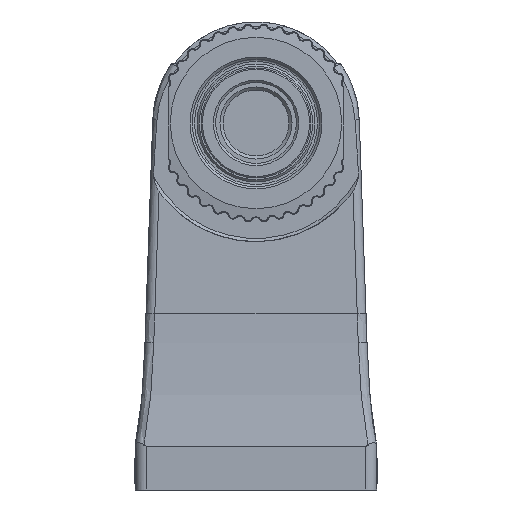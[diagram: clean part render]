
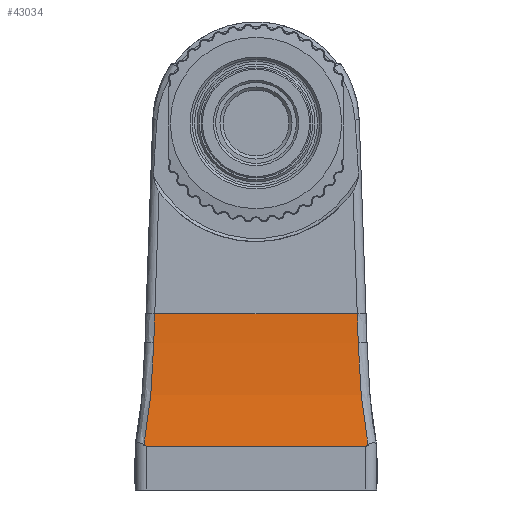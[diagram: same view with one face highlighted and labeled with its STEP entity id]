
A CAD part, front view. The second image highlights one B-rep face of the part: STEP entity #43034.
In plain terms, the highlighted free-form (B-spline) face has degree [1, 2] with [2, 3] control points.
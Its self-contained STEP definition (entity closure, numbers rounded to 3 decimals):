
#15=(
BOUNDED_SURFACE()
B_SPLINE_SURFACE(1,2,((#70874,#70875,#70876),(#70877,#70878,#70879)),
 .UNSPECIFIED.,.F.,.F.,.F.)
B_SPLINE_SURFACE_WITH_KNOTS((2,2),(3,3),(-0.581,0.581),
(-1.401,-0.544),.UNSPECIFIED.)
GEOMETRIC_REPRESENTATION_ITEM()
RATIONAL_B_SPLINE_SURFACE(((1.,0.91,1.),(1.,0.91,
1.)))
REPRESENTATION_ITEM('')
SURFACE()
);
#2652=FACE_OUTER_BOUND('',#5130,.T.);
#5130=EDGE_LOOP('',(#31616,#31617,#31618,#31619,#31620,#31621,#31622,#31623));
#9992=LINE('',#70841,#13432);
#9993=LINE('',#70894,#13433);
#13432=VECTOR('',#54077,10.);
#13433=VECTOR('',#54082,10.);
#15541=B_SPLINE_CURVE_WITH_KNOTS('',3,(#70809,#70810,#70811,#70812,#70813,
#70814,#70815,#70816),.UNSPECIFIED.,.F.,.F.,(4,2,2,4),(3.856,
3.879,3.902,3.911),.UNSPECIFIED.);
#15544=B_SPLINE_CURVE_WITH_KNOTS('',3,(#70845,#70846,#70847,#70848,#70849,
#70850,#70851,#70852),.UNSPECIFIED.,.F.,.F.,(4,2,2,4),(3.8,
3.809,3.833,3.856),.UNSPECIFIED.);
#15547=B_SPLINE_CURVE_WITH_KNOTS('',3,(#70881,#70882,#70883,#70884,#70885,
#70886,#70887),.UNSPECIFIED.,.F.,.F.,(4,1,1,1,4),(-2.733,-1.706,
-1.022,-0.68,-0.343),.UNSPECIFIED.);
#15548=B_SPLINE_CURVE_WITH_KNOTS('',3,(#70889,#70890,#70891,#70892),
 .UNSPECIFIED.,.F.,.F.,(4,4),(-0.663,0.),.UNSPECIFIED.);
#15549=B_SPLINE_CURVE_WITH_KNOTS('',3,(#70896,#70897,#70898,#70899),
 .UNSPECIFIED.,.F.,.F.,(4,4),(-0.663,0.),.UNSPECIFIED.);
#15550=B_SPLINE_CURVE_WITH_KNOTS('',3,(#70900,#70901,#70902,#70903,#70904,
#70905,#70906),.UNSPECIFIED.,.F.,.F.,(4,1,1,1,4),(-2.39,-2.053,
-1.711,-1.026,0.),.UNSPECIFIED.);
#17748=VERTEX_POINT('',#70806);
#17749=VERTEX_POINT('',#70808);
#17751=VERTEX_POINT('',#70839);
#17752=VERTEX_POINT('',#70844);
#17754=VERTEX_POINT('',#70880);
#17755=VERTEX_POINT('',#70888);
#17756=VERTEX_POINT('',#70893);
#17757=VERTEX_POINT('',#70895);
#22687=EDGE_CURVE('',#17748,#17749,#15541,.T.);
#22691=EDGE_CURVE('',#17751,#17748,#9992,.T.);
#22692=EDGE_CURVE('',#17752,#17751,#15544,.T.);
#22695=EDGE_CURVE('',#17754,#17752,#15547,.T.);
#22696=EDGE_CURVE('',#17755,#17754,#15548,.T.);
#22697=EDGE_CURVE('',#17755,#17756,#9993,.T.);
#22698=EDGE_CURVE('',#17757,#17756,#15549,.T.);
#22699=EDGE_CURVE('',#17749,#17757,#15550,.T.);
#31616=ORIENTED_EDGE('',*,*,#22687,.F.);
#31617=ORIENTED_EDGE('',*,*,#22691,.F.);
#31618=ORIENTED_EDGE('',*,*,#22692,.F.);
#31619=ORIENTED_EDGE('',*,*,#22695,.F.);
#31620=ORIENTED_EDGE('',*,*,#22696,.F.);
#31621=ORIENTED_EDGE('',*,*,#22697,.T.);
#31622=ORIENTED_EDGE('',*,*,#22698,.F.);
#31623=ORIENTED_EDGE('',*,*,#22699,.F.);
#43034=ADVANCED_FACE('',(#2652),#15,.T.);
#54077=DIRECTION('',(-1.,0.,0.));
#54082=DIRECTION('',(-1.,0.,0.));
#70806=CARTESIAN_POINT('',(-25.,-422.72,-51.8));
#70808=CARTESIAN_POINT('',(-25.49,-422.672,-51.575));
#70809=CARTESIAN_POINT('Ctrl Pts',(-25.,-422.72,-51.8));
#70810=CARTESIAN_POINT('Ctrl Pts',(-25.077,-422.72,-51.8));
#70811=CARTESIAN_POINT('Ctrl Pts',(-25.152,-422.716,-51.784));
#70812=CARTESIAN_POINT('Ctrl Pts',(-25.292,-422.704,
-51.726));
#70813=CARTESIAN_POINT('Ctrl Pts',(-25.358,-422.695,-51.685));
#70814=CARTESIAN_POINT('Ctrl Pts',(-25.444,-422.68,
-51.617));
#70815=CARTESIAN_POINT('Ctrl Pts',(-25.467,-422.676,
-51.596));
#70816=CARTESIAN_POINT('Ctrl Pts',(-25.49,-422.672,
-51.575));
#70839=CARTESIAN_POINT('',(25.,-422.72,-51.8));
#70841=CARTESIAN_POINT('',(0.,-422.72,-51.8));
#70844=CARTESIAN_POINT('',(25.49,-422.672,-51.575));
#70845=CARTESIAN_POINT('Ctrl Pts',(25.49,-422.672,-51.575));
#70846=CARTESIAN_POINT('Ctrl Pts',(25.467,-422.676,-51.596));
#70847=CARTESIAN_POINT('Ctrl Pts',(25.444,-422.68,-51.617));
#70848=CARTESIAN_POINT('Ctrl Pts',(25.358,-422.695,-51.685));
#70849=CARTESIAN_POINT('Ctrl Pts',(25.292,-422.704,-51.726));
#70850=CARTESIAN_POINT('Ctrl Pts',(25.152,-422.716,-51.784));
#70851=CARTESIAN_POINT('Ctrl Pts',(25.077,-422.72,-51.8));
#70852=CARTESIAN_POINT('Ctrl Pts',(25.,-422.72,-51.8));
#70874=CARTESIAN_POINT('Ctrl Pts',(25.49,-420.011,-21.701));
#70875=CARTESIAN_POINT('Ctrl Pts',(25.49,-420.459,-41.431));
#70876=CARTESIAN_POINT('Ctrl Pts',(25.49,-422.72,-51.8));
#70877=CARTESIAN_POINT('Ctrl Pts',(-25.49,-420.011,
-21.701));
#70878=CARTESIAN_POINT('Ctrl Pts',(-25.49,-420.459,
-41.431));
#70879=CARTESIAN_POINT('Ctrl Pts',(-25.49,-422.72,-51.8));
#70880=CARTESIAN_POINT('',(23.261,-420.231,-28.277));
#70881=CARTESIAN_POINT('Ctrl Pts',(23.261,-420.231,-28.277));
#70882=CARTESIAN_POINT('Ctrl Pts',(23.381,-420.382,-31.669));
#70883=CARTESIAN_POINT('Ctrl Pts',(23.665,-420.731,-37.315));
#70884=CARTESIAN_POINT('Ctrl Pts',(24.263,-421.428,-44.018));
#70885=CARTESIAN_POINT('Ctrl Pts',(24.847,-422.059,-48.401));
#70886=CARTESIAN_POINT('Ctrl Pts',(25.241,-422.451,-50.543));
#70887=CARTESIAN_POINT('Ctrl Pts',(25.49,-422.672,-51.575));
#70888=CARTESIAN_POINT('',(23.03,-420.011,-21.701));
#70889=CARTESIAN_POINT('Ctrl Pts',(23.03,-420.011,-21.701));
#70890=CARTESIAN_POINT('Ctrl Pts',(23.107,-420.061,-23.894));
#70891=CARTESIAN_POINT('Ctrl Pts',(23.184,-420.133,-26.087));
#70892=CARTESIAN_POINT('Ctrl Pts',(23.261,-420.231,-28.277));
#70893=CARTESIAN_POINT('',(-23.03,-420.011,-21.701));
#70894=CARTESIAN_POINT('',(0.,-420.011,-21.701));
#70895=CARTESIAN_POINT('',(-23.261,-420.231,-28.277));
#70896=CARTESIAN_POINT('Ctrl Pts',(-23.261,-420.231,-28.277));
#70897=CARTESIAN_POINT('Ctrl Pts',(-23.184,-420.133,
-26.087));
#70898=CARTESIAN_POINT('Ctrl Pts',(-23.107,-420.061,
-23.894));
#70899=CARTESIAN_POINT('Ctrl Pts',(-23.03,-420.011,
-21.701));
#70900=CARTESIAN_POINT('Ctrl Pts',(-25.49,-422.672,
-51.575));
#70901=CARTESIAN_POINT('Ctrl Pts',(-25.241,-422.451,
-50.543));
#70902=CARTESIAN_POINT('Ctrl Pts',(-24.848,-422.059,
-48.402));
#70903=CARTESIAN_POINT('Ctrl Pts',(-24.263,-421.428,
-44.018));
#70904=CARTESIAN_POINT('Ctrl Pts',(-23.665,-420.731,-37.315));
#70905=CARTESIAN_POINT('Ctrl Pts',(-23.381,-420.382,-31.669));
#70906=CARTESIAN_POINT('Ctrl Pts',(-23.261,-420.231,
-28.277));
